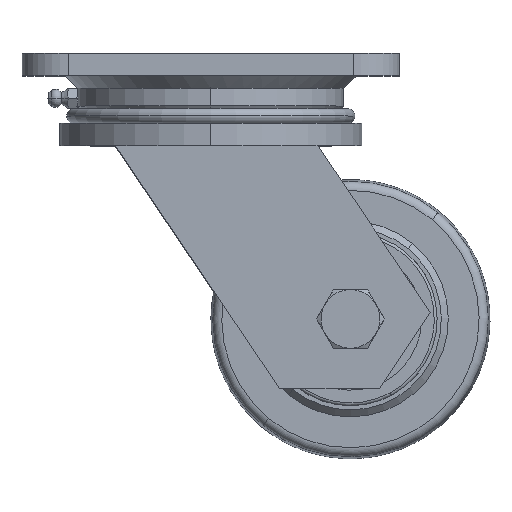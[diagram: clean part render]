
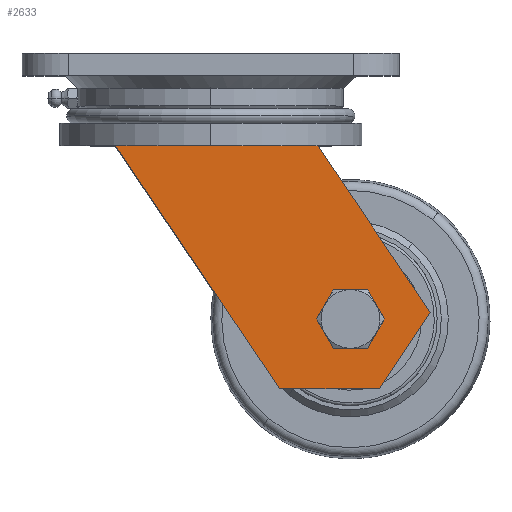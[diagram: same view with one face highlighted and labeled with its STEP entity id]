
A CAD part, top view. The second image highlights one B-rep face of the part: STEP entity #2633.
In plain terms, the highlighted planar face has unit normal (0, 0, 1).
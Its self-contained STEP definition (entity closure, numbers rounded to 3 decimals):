
#367 = VERTEX_POINT ( 'NONE', #7145 ) ;
#840 = CARTESIAN_POINT ( 'NONE',  ( 24.652, -120., 35.5 ) ) ;
#878 = ORIENTED_EDGE ( 'NONE', *, *, #4751, .T. ) ;
#1279 = VECTOR ( 'NONE', #7928, 1000. ) ;
#1337 = AXIS2_PLACEMENT_3D ( 'NONE', #12096, #12996, #3550 ) ;
#1957 = ORIENTED_EDGE ( 'NONE', *, *, #5022, .F. ) ;
#2258 = CARTESIAN_POINT ( 'NONE',  ( 38.278, -33., 35.5 ) ) ;
#2633 = ADVANCED_FACE ( 'NONE', ( #6399, #7235 ), #3652, .T. ) ;
#3153 = CARTESIAN_POINT ( 'NONE',  ( 24.652, -120., 35.5 ) ) ;
#3239 = DIRECTION ( 'NONE',  ( 0.56, -0.829, 0. ) ) ;
#3550 = DIRECTION ( 'NONE',  ( 0.56, -0.829, 0. ) ) ;
#3621 = EDGE_LOOP ( 'NONE', ( #1957, #8072 ) ) ;
#3652 = PLANE ( 'NONE',  #1337 ) ;
#3664 = LINE ( 'NONE', #2258, #10266 ) ;
#3779 = EDGE_CURVE ( 'NONE', #11452, #5809, #6036, .T. ) ;
#3916 = DIRECTION ( 'NONE',  ( 0.56, -0.829, 0. ) ) ;
#4568 = EDGE_LOOP ( 'NONE', ( #10591, #7971, #878, #11672, #11511 ) ) ;
#4751 = EDGE_CURVE ( 'NONE', #367, #7638, #7270, .T. ) ;
#4841 = LINE ( 'NONE', #6843, #7974 ) ;
#5022 = EDGE_CURVE ( 'NONE', #11355, #7059, #13318, .T. ) ;
#5248 = CARTESIAN_POINT ( 'NONE',  ( -34.136, -33., 35.5 ) ) ;
#5296 = EDGE_CURVE ( 'NONE', #7067, #11452, #12318, .T. ) ;
#5809 = VERTEX_POINT ( 'NONE', #840 ) ;
#5881 = AXIS2_PLACEMENT_3D ( 'NONE', #6210, #10313, #3916 ) ;
#5886 = DIRECTION ( 'NONE',  ( 1., 0., 0. ) ) ;
#6036 = LINE ( 'NONE', #3153, #10937 ) ;
#6140 = VECTOR ( 'NONE', #13460, 1000. ) ;
#6210 = CARTESIAN_POINT ( 'NONE',  ( 50., -95., 35.5 ) ) ;
#6213 = EDGE_CURVE ( 'NONE', #5809, #367, #4841, .T. ) ;
#6399 = FACE_OUTER_BOUND ( 'NONE', #4568, .T. ) ;
#6453 = DIRECTION ( 'NONE',  ( 0.56, -0.829, 0. ) ) ;
#6693 = CARTESIAN_POINT ( 'NONE',  ( 50., -95., 35.5 ) ) ;
#6843 = CARTESIAN_POINT ( 'NONE',  ( 60.373, -120., 35.5 ) ) ;
#7059 = VERTEX_POINT ( 'NONE', #11092 ) ;
#7067 = VERTEX_POINT ( 'NONE', #12212 ) ;
#7145 = CARTESIAN_POINT ( 'NONE',  ( 60.373, -120., 35.5 ) ) ;
#7235 = FACE_BOUND ( 'NONE', #3621, .T. ) ;
#7270 = LINE ( 'NONE', #12405, #6140 ) ;
#7638 = VERTEX_POINT ( 'NONE', #7854 ) ;
#7854 = CARTESIAN_POINT ( 'NONE',  ( 78.565, -92.621, 35.5 ) ) ;
#7928 = DIRECTION ( 'NONE',  ( -1., 0., 0. ) ) ;
#7939 = AXIS2_PLACEMENT_3D ( 'NONE', #6693, #11622, #6453 ) ;
#7971 = ORIENTED_EDGE ( 'NONE', *, *, #6213, .T. ) ;
#7974 = VECTOR ( 'NONE', #5886, 1000. ) ;
#8072 = ORIENTED_EDGE ( 'NONE', *, *, #9069, .F. ) ;
#9069 = EDGE_CURVE ( 'NONE', #7059, #11355, #10280, .T. ) ;
#9518 = EDGE_CURVE ( 'NONE', #7638, #7067, #3664, .T. ) ;
#9830 = CARTESIAN_POINT ( 'NONE',  ( -34.136, -33., 35.5 ) ) ;
#10266 = VECTOR ( 'NONE', #11699, 1000. ) ;
#10280 = CIRCLE ( 'NONE', #7939, 7.25 ) ;
#10313 = DIRECTION ( 'NONE',  ( 0., 0., 1. ) ) ;
#10554 = CARTESIAN_POINT ( 'NONE',  ( 45.941, -88.993, 35.5 ) ) ;
#10591 = ORIENTED_EDGE ( 'NONE', *, *, #3779, .T. ) ;
#10937 = VECTOR ( 'NONE', #3239, 1000. ) ;
#11092 = CARTESIAN_POINT ( 'NONE',  ( 54.059, -101.007, 35.5 ) ) ;
#11355 = VERTEX_POINT ( 'NONE', #10554 ) ;
#11452 = VERTEX_POINT ( 'NONE', #9830 ) ;
#11511 = ORIENTED_EDGE ( 'NONE', *, *, #5296, .T. ) ;
#11622 = DIRECTION ( 'NONE',  ( 0., 0., 1. ) ) ;
#11672 = ORIENTED_EDGE ( 'NONE', *, *, #9518, .T. ) ;
#11699 = DIRECTION ( 'NONE',  ( -0.56, 0.829, 0. ) ) ;
#12096 = CARTESIAN_POINT ( 'NONE',  ( 42.663, -146.655, 35.5 ) ) ;
#12212 = CARTESIAN_POINT ( 'NONE',  ( 38.278, -33., 35.5 ) ) ;
#12318 = LINE ( 'NONE', #5248, #1279 ) ;
#12405 = CARTESIAN_POINT ( 'NONE',  ( 78.565, -92.621, 35.5 ) ) ;
#12996 = DIRECTION ( 'NONE',  ( 0., 0., 1. ) ) ;
#13318 = CIRCLE ( 'NONE', #5881, 7.25 ) ;
#13460 = DIRECTION ( 'NONE',  ( 0.553, 0.833, 0. ) ) ;
